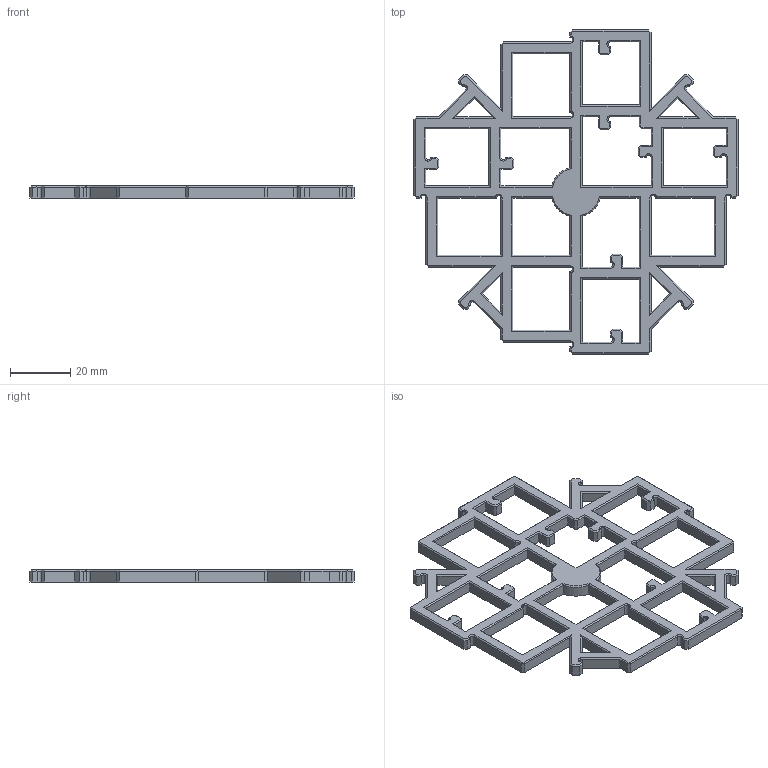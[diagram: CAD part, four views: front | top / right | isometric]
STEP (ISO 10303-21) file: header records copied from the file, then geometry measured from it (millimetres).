
FILE_DESCRIPTION(('Open CASCADE Model'),'2;1');
FILE_NAME('Open CASCADE Shape Model','2024-03-04T17:42:06',('Author'),( 'Open CASCADE'),'Open CASCADE STEP processor 7.7','Open CASCADE 7.7' ,'Unknown');
FILE_SCHEMA(('AUTOMOTIVE_DESIGN { 1 0 10303 214 1 1 1 1 }'));
Length unit declared in the file: millimetre
Products named in the file (1): Open CASCADE STEP translator 7.7 19
Bounding box: 108 x 108 x 4 mm (x, y, z)
Volume: 14370.5 mm3; surface area: 13435.2 mm2
Topology: 1 solids, 1 shells, 382 faces, 950 edges, 570 vertices
Faces by surface type: plane 336, cylinder 23, cone 23
Entity records: 24545 total; most frequent: CARTESIAN_POINT 5550, DIRECTION 3435, LINE 2456, VECTOR 2456, ORIENTED_EDGE 1900, PCURVE 1900, DEFINITIONAL_REPRESENTATION 1900, EDGE_CURVE 950
